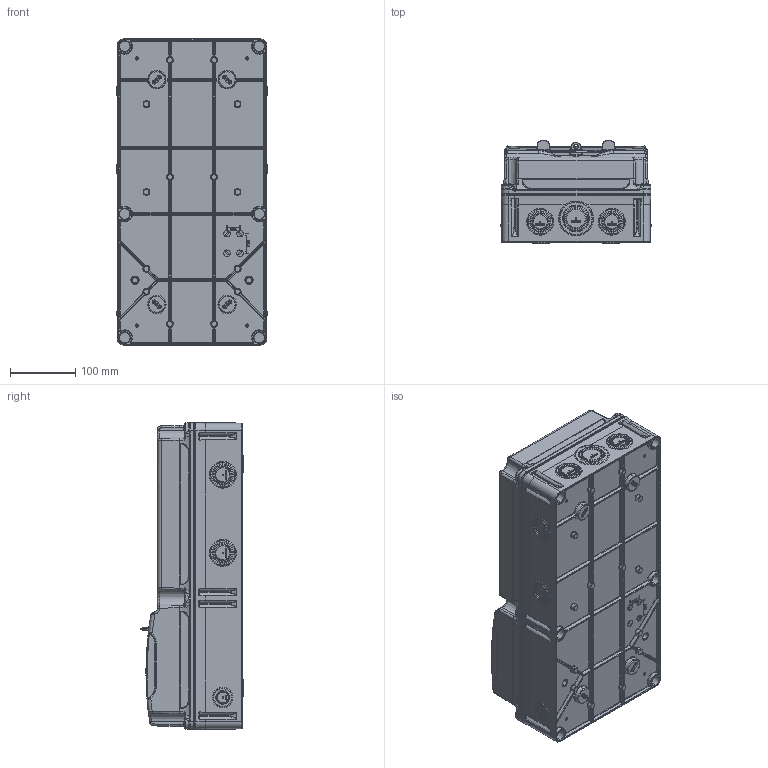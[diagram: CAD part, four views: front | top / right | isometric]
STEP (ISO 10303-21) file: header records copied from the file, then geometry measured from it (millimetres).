
FILE_DESCRIPTION (( 'STEP AP203' ), '1' );
FILE_NAME ('3D 15851000.STEP', '2021-03-15T08:23:07', ( '' ), ( '' ), 'SwSTEP 2.0', 'SolidWorks 2020', '' );
FILE_SCHEMA (( 'CONFIG_CONTROL_DESIGN' ));
Products named in the file (1): 3D 15851000
Bounding box: 230.6 x 158 x 471.6 mm (x, y, z)
Volume: 13380155.8 mm3; surface area: 498955.8 mm2
Topology: 1 solids, 1 shells, 7053 faces, 17306 edges, 10306 vertices
Faces by surface type: bspline 2526, plane 1943, cylinder 1470, torus 507, cone 387, sphere 220
Entity records: 305905 total; most frequent: CARTESIAN_POINT 162921, ORIENTED_EDGE 34056, DIRECTION 23662, EDGE_CURVE 17028, VERTEX_POINT 10306, AXIS2_PLACEMENT_3D 8740, EDGE_LOOP 7422, ADVANCED_FACE 7053
